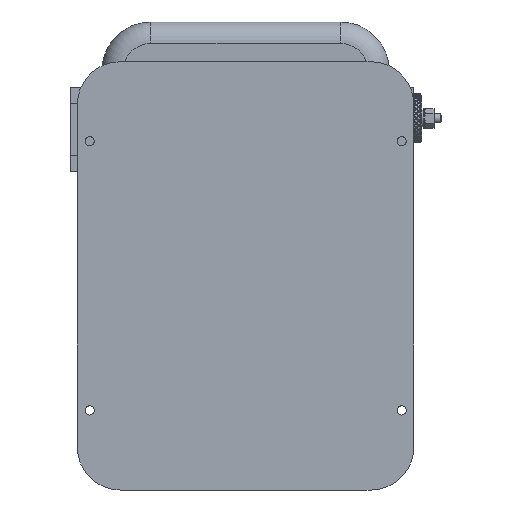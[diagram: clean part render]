
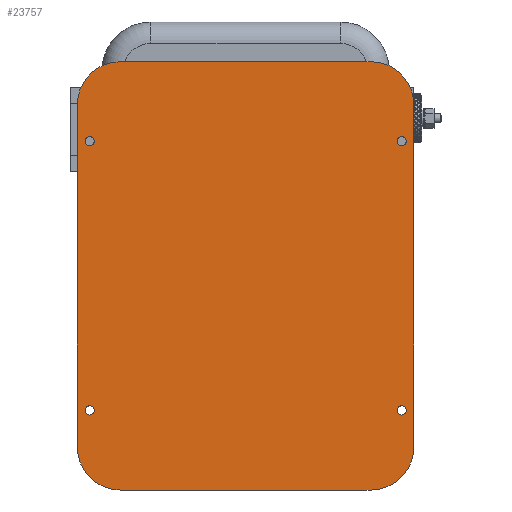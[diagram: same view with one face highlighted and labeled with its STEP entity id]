
A CAD part, front view. The second image highlights one B-rep face of the part: STEP entity #23757.
In plain terms, the highlighted planar face has unit normal (0, -1, 0).
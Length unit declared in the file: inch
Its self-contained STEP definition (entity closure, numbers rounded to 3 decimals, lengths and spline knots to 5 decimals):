
#932=FACE_BOUND('',#4068,.T.);
#933=FACE_BOUND('',#4069,.T.);
#934=FACE_BOUND('',#4070,.T.);
#935=FACE_BOUND('',#4071,.T.);
#1088=PLANE('',#25978);
#2551=FACE_OUTER_BOUND('',#4067,.T.);
#4067=EDGE_LOOP('',(#16621,#16622,#16623,#16624,#16625,#16626,#16627,#16628));
#4068=EDGE_LOOP('',(#16629));
#4069=EDGE_LOOP('',(#16630));
#4070=EDGE_LOOP('',(#16631));
#4071=EDGE_LOOP('',(#16632));
#5670=LINE('',#36468,#7917);
#5680=LINE('',#36504,#7927);
#5683=LINE('',#36512,#7930);
#5685=LINE('',#36518,#7932);
#7917=VECTOR('',#28725,1.);
#7927=VECTOR('',#28757,1.);
#7930=VECTOR('',#28766,1.);
#7932=VECTOR('',#28774,1.);
#10163=CIRCLE('',#25908,0.75);
#10165=CIRCLE('',#25911,0.75);
#10167=CIRCLE('',#25914,0.75);
#10169=CIRCLE('',#25917,0.75);
#10171=CIRCLE('',#25920,7.);
#10179=CIRCLE('',#25931,7.);
#10180=CIRCLE('',#25934,7.);
#10181=CIRCLE('',#25937,7.);
#10824=VERTEX_POINT('',#36433);
#10826=VERTEX_POINT('',#36439);
#10828=VERTEX_POINT('',#36445);
#10830=VERTEX_POINT('',#36451);
#10833=VERTEX_POINT('',#36458);
#10834=VERTEX_POINT('',#36460);
#10836=VERTEX_POINT('',#36466);
#10850=VERTEX_POINT('',#36498);
#10851=VERTEX_POINT('',#36502);
#10852=VERTEX_POINT('',#36506);
#10853=VERTEX_POINT('',#36510);
#10854=VERTEX_POINT('',#36514);
#12926=EDGE_CURVE('',#10824,#10824,#10163,.T.);
#12929=EDGE_CURVE('',#10826,#10826,#10165,.T.);
#12932=EDGE_CURVE('',#10828,#10828,#10167,.T.);
#12935=EDGE_CURVE('',#10830,#10830,#10169,.T.);
#12938=EDGE_CURVE('',#10833,#10834,#10171,.T.);
#12942=EDGE_CURVE('',#10836,#10833,#5670,.T.);
#12958=EDGE_CURVE('',#10850,#10836,#10179,.T.);
#12960=EDGE_CURVE('',#10851,#10850,#5680,.T.);
#12962=EDGE_CURVE('',#10852,#10851,#10180,.T.);
#12964=EDGE_CURVE('',#10853,#10852,#5683,.T.);
#12966=EDGE_CURVE('',#10854,#10853,#10181,.T.);
#12967=EDGE_CURVE('',#10834,#10854,#5685,.T.);
#16621=ORIENTED_EDGE('',*,*,#12938,.F.);
#16622=ORIENTED_EDGE('',*,*,#12942,.F.);
#16623=ORIENTED_EDGE('',*,*,#12958,.F.);
#16624=ORIENTED_EDGE('',*,*,#12960,.F.);
#16625=ORIENTED_EDGE('',*,*,#12962,.F.);
#16626=ORIENTED_EDGE('',*,*,#12964,.F.);
#16627=ORIENTED_EDGE('',*,*,#12966,.F.);
#16628=ORIENTED_EDGE('',*,*,#12967,.F.);
#16629=ORIENTED_EDGE('',*,*,#12926,.T.);
#16630=ORIENTED_EDGE('',*,*,#12929,.T.);
#16631=ORIENTED_EDGE('',*,*,#12932,.T.);
#16632=ORIENTED_EDGE('',*,*,#12935,.T.);
#23757=ADVANCED_FACE('',(#2551,#932,#933,#934,#935),#1088,.F.);
#25908=AXIS2_PLACEMENT_3D('',#36435,#28690,#28691);
#25911=AXIS2_PLACEMENT_3D('',#36441,#28697,#28698);
#25914=AXIS2_PLACEMENT_3D('',#36447,#28704,#28705);
#25917=AXIS2_PLACEMENT_3D('',#36453,#28711,#28712);
#25920=AXIS2_PLACEMENT_3D('',#36461,#28718,#28719);
#25931=AXIS2_PLACEMENT_3D('',#36500,#28752,#28753);
#25934=AXIS2_PLACEMENT_3D('',#36508,#28761,#28762);
#25937=AXIS2_PLACEMENT_3D('',#36516,#28770,#28771);
#25978=AXIS2_PLACEMENT_3D('',#36668,#28915,#28916);
#28690=DIRECTION('center_axis',(0.,1.,0.));
#28691=DIRECTION('ref_axis',(1.,0.,0.));
#28697=DIRECTION('center_axis',(0.,1.,0.));
#28698=DIRECTION('ref_axis',(1.,0.,0.));
#28704=DIRECTION('center_axis',(0.,1.,0.));
#28705=DIRECTION('ref_axis',(1.,0.,0.));
#28711=DIRECTION('center_axis',(0.,1.,0.));
#28712=DIRECTION('ref_axis',(1.,0.,0.));
#28718=DIRECTION('center_axis',(0.,1.,0.));
#28719=DIRECTION('ref_axis',(-0.707,0.,-0.707));
#28725=DIRECTION('',(-1.,0.,0.));
#28752=DIRECTION('center_axis',(0.,1.,0.));
#28753=DIRECTION('ref_axis',(0.707,0.,-0.707));
#28757=DIRECTION('',(0.,0.,-1.));
#28761=DIRECTION('center_axis',(0.,1.,0.));
#28762=DIRECTION('ref_axis',(0.707,0.,0.707));
#28766=DIRECTION('',(1.,0.,0.));
#28770=DIRECTION('center_axis',(0.,1.,0.));
#28771=DIRECTION('ref_axis',(-0.707,0.,0.707));
#28774=DIRECTION('',(0.,0.,1.));
#28915=DIRECTION('center_axis',(0.,1.,0.));
#28916=DIRECTION('ref_axis',(0.,0.,1.));
#36433=CARTESIAN_POINT('',(-26.25,0.,22.));
#36435=CARTESIAN_POINT('Origin',(-25.5,0.,22.));
#36439=CARTESIAN_POINT('',(-26.25,0.,-22.));
#36441=CARTESIAN_POINT('Origin',(-25.5,0.,-22.));
#36445=CARTESIAN_POINT('',(24.75,0.,-22.));
#36447=CARTESIAN_POINT('Origin',(25.5,0.,-22.));
#36451=CARTESIAN_POINT('',(24.75,0.,22.));
#36453=CARTESIAN_POINT('Origin',(25.5,0.,22.));
#36458=CARTESIAN_POINT('',(-20.5,0.,-35.));
#36460=CARTESIAN_POINT('',(-27.5,0.,-28.));
#36461=CARTESIAN_POINT('Origin',(-20.5,0.,-28.));
#36466=CARTESIAN_POINT('',(20.5,0.,-35.));
#36468=CARTESIAN_POINT('',(27.5,0.,-35.));
#36498=CARTESIAN_POINT('',(27.5,0.,-28.));
#36500=CARTESIAN_POINT('Origin',(20.5,0.,-28.));
#36502=CARTESIAN_POINT('',(27.5,0.,28.));
#36504=CARTESIAN_POINT('',(27.5,0.,35.));
#36506=CARTESIAN_POINT('',(20.5,0.,35.));
#36508=CARTESIAN_POINT('Origin',(20.5,0.,28.));
#36510=CARTESIAN_POINT('',(-20.5,0.,35.));
#36512=CARTESIAN_POINT('',(-27.5,0.,35.));
#36514=CARTESIAN_POINT('',(-27.5,0.,28.));
#36516=CARTESIAN_POINT('Origin',(-20.5,0.,28.));
#36518=CARTESIAN_POINT('',(-27.5,0.,-35.));
#36668=CARTESIAN_POINT('Origin',(0.,0.,0.));
